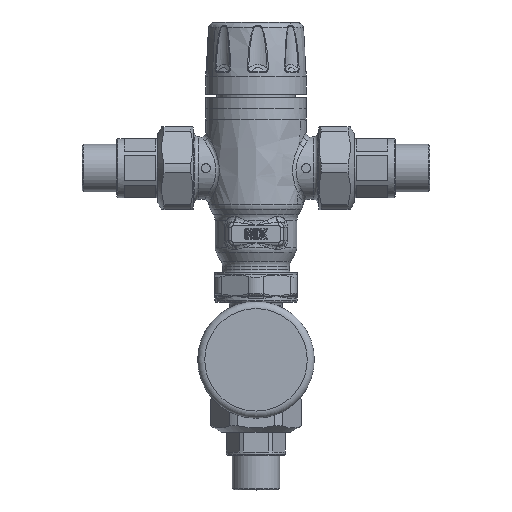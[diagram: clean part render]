
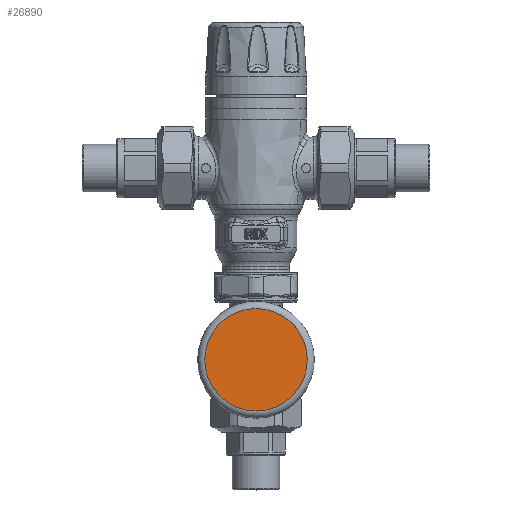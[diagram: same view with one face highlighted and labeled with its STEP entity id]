
A CAD part, top view. The second image highlights one B-rep face of the part: STEP entity #26890.
In plain terms, the highlighted planar face has unit normal (0, 0, 1).
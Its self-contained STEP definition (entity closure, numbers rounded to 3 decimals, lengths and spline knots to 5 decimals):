
#1660=PLANE('',#29866);
#3287=FACE_OUTER_BOUND('',#5089,.T.);
#5089=EDGE_LOOP('',(#22984));
#6652=CIRCLE('',#29860,0.905);
#11925=VERTEX_POINT('',#108048);
#15635=EDGE_CURVE('',#11925,#11925,#6652,.T.);
#22984=ORIENTED_EDGE('',*,*,#15635,.F.);
#26890=ADVANCED_FACE('',(#3287),#1660,.T.);
#29860=AXIS2_PLACEMENT_3D('',#108049,#36481,#36482);
#29866=AXIS2_PLACEMENT_3D('',#108059,#36494,#36495);
#36481=DIRECTION('center_axis',(0.,0.,-1.));
#36482=DIRECTION('ref_axis',(-1.,0.,0.));
#36494=DIRECTION('center_axis',(0.,0.,1.));
#36495=DIRECTION('ref_axis',(1.,0.,0.));
#108048=CARTESIAN_POINT('',(-0.905,0.,0.41));
#108049=CARTESIAN_POINT('Origin',(0.,0.,0.41));
#108059=CARTESIAN_POINT('Origin',(0.,0.,0.41));
